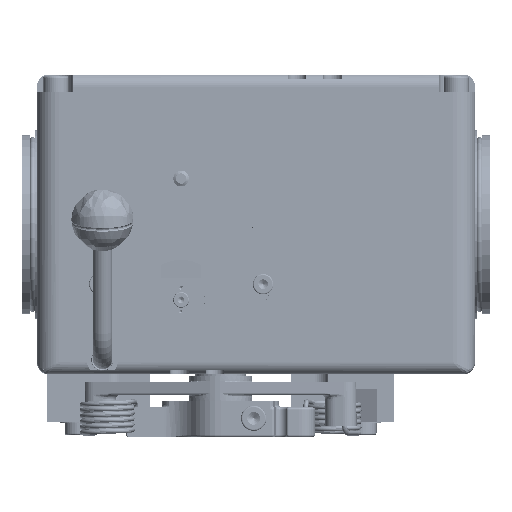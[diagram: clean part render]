
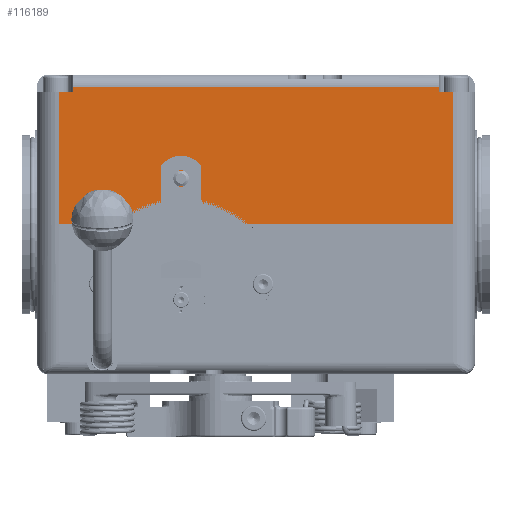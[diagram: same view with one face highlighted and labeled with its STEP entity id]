
A CAD part, top view. The second image highlights one B-rep face of the part: STEP entity #116189.
In plain terms, the highlighted planar face has unit normal (0, 0, 1).
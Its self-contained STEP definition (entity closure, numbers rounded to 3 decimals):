
#7398 = EDGE_CURVE ( 'NONE', #41208, #9347, #169084, .T. ) ;
#8123 = ORIENTED_EDGE ( 'NONE', *, *, #7398, .T. ) ;
#8210 = VECTOR ( 'NONE', #137787, 1000. ) ;
#9347 = VERTEX_POINT ( 'NONE', #122198 ) ;
#9774 = ORIENTED_EDGE ( 'NONE', *, *, #158335, .F. ) ;
#10017 = DIRECTION ( 'NONE',  ( -1., 0., 0. ) ) ;
#10185 = DIRECTION ( 'NONE',  ( 0., 1., 0. ) ) ;
#12097 = VECTOR ( 'NONE', #143499, 1000. ) ;
#13431 = ORIENTED_EDGE ( 'NONE', *, *, #112205, .T. ) ;
#18609 = LINE ( 'NONE', #165548, #93088 ) ;
#19338 = LINE ( 'NONE', #62295, #62751 ) ;
#19380 = VERTEX_POINT ( 'NONE', #138295 ) ;
#20574 = VECTOR ( 'NONE', #10185, 1000. ) ;
#33503 = ORIENTED_EDGE ( 'NONE', *, *, #112618, .T. ) ;
#37378 = CARTESIAN_POINT ( 'NONE',  ( 125., 99., 80. ) ) ;
#38243 = VERTEX_POINT ( 'NONE', #82418 ) ;
#41208 = VERTEX_POINT ( 'NONE', #63232 ) ;
#43681 = DIRECTION ( 'NONE',  ( 0., -1., 0. ) ) ;
#46825 = LINE ( 'NONE', #169956, #12097 ) ;
#48035 = ORIENTED_EDGE ( 'NONE', *, *, #165039, .F. ) ;
#54925 = CARTESIAN_POINT ( 'NONE',  ( 125., 99., 80. ) ) ;
#55267 = CARTESIAN_POINT ( 'NONE',  ( 125., 96., 80. ) ) ;
#56063 = EDGE_LOOP ( 'NONE', ( #66627, #33503, #48035, #9774, #8123, #13431, #100573, #153727 ) ) ;
#59454 = VERTEX_POINT ( 'NONE', #129024 ) ;
#62295 = CARTESIAN_POINT ( 'NONE',  ( 116., 96., 80. ) ) ;
#62751 = VECTOR ( 'NONE', #101009, 1000. ) ;
#63232 = CARTESIAN_POINT ( 'NONE',  ( 116., 186.3, 80. ) ) ;
#65813 = FACE_OUTER_BOUND ( 'NONE', #56063, .T. ) ;
#66627 = ORIENTED_EDGE ( 'NONE', *, *, #145305, .F. ) ;
#70627 = VECTOR ( 'NONE', #10017, 1000. ) ;
#80525 = LINE ( 'NONE', #161603, #138316 ) ;
#80761 = PLANE ( 'NONE',  #150197 ) ;
#82418 = CARTESIAN_POINT ( 'NONE',  ( 125., 183., 80. ) ) ;
#83167 = LINE ( 'NONE', #136921, #8210 ) ;
#93088 = VECTOR ( 'NONE', #114297, 1000. ) ;
#95433 = VERTEX_POINT ( 'NONE', #165356 ) ;
#100573 = ORIENTED_EDGE ( 'NONE', *, *, #119944, .F. ) ;
#101009 = DIRECTION ( 'NONE',  ( 0., -1., 0. ) ) ;
#102030 = CARTESIAN_POINT ( 'NONE',  ( 147., 186.3, 80. ) ) ;
#103171 = LINE ( 'NONE', #37378, #70627 ) ;
#107104 = DIRECTION ( 'NONE',  ( 0., 0., -1. ) ) ;
#108824 = DIRECTION ( 'NONE',  ( 1., 0., 0. ) ) ;
#109300 = VERTEX_POINT ( 'NONE', #54925 ) ;
#112205 = EDGE_CURVE ( 'NONE', #9347, #168536, #80525, .T. ) ;
#112618 = EDGE_CURVE ( 'NONE', #109300, #38243, #46825, .T. ) ;
#113483 = DIRECTION ( 'NONE',  ( -1., 0., 0. ) ) ;
#114297 = DIRECTION ( 'NONE',  ( 1., 0., 0. ) ) ;
#116189 = ADVANCED_FACE ( 'NONE', ( #65813 ), #80761, .F. ) ;
#117392 = CARTESIAN_POINT ( 'NONE',  ( -125., 96., 80. ) ) ;
#118408 = VECTOR ( 'NONE', #113483, 1000. ) ;
#119944 = EDGE_CURVE ( 'NONE', #59454, #168536, #18609, .T. ) ;
#122198 = CARTESIAN_POINT ( 'NONE',  ( -116., 186.3, 80. ) ) ;
#129024 = CARTESIAN_POINT ( 'NONE',  ( -125., 183., 80. ) ) ;
#135779 = CARTESIAN_POINT ( 'NONE',  ( -116., 183., 80. ) ) ;
#136921 = CARTESIAN_POINT ( 'NONE',  ( 125., 183., 80. ) ) ;
#137787 = DIRECTION ( 'NONE',  ( 1., 0., 0. ) ) ;
#138295 = CARTESIAN_POINT ( 'NONE',  ( -125., 99., 80. ) ) ;
#138316 = VECTOR ( 'NONE', #43681, 1000. ) ;
#143499 = DIRECTION ( 'NONE',  ( 0., 1., 0. ) ) ;
#145305 = EDGE_CURVE ( 'NONE', #109300, #19380, #103171, .T. ) ;
#150197 = AXIS2_PLACEMENT_3D ( 'NONE', #55267, #107104, #108824 ) ;
#153727 = ORIENTED_EDGE ( 'NONE', *, *, #157732, .F. ) ;
#157732 = EDGE_CURVE ( 'NONE', #19380, #59454, #159811, .T. ) ;
#158335 = EDGE_CURVE ( 'NONE', #41208, #95433, #19338, .T. ) ;
#159811 = LINE ( 'NONE', #117392, #20574 ) ;
#161603 = CARTESIAN_POINT ( 'NONE',  ( -116., 96., 80. ) ) ;
#165039 = EDGE_CURVE ( 'NONE', #95433, #38243, #83167, .T. ) ;
#165356 = CARTESIAN_POINT ( 'NONE',  ( 116., 183., 80. ) ) ;
#165548 = CARTESIAN_POINT ( 'NONE',  ( 125., 183., 80. ) ) ;
#168536 = VERTEX_POINT ( 'NONE', #135779 ) ;
#169084 = LINE ( 'NONE', #102030, #118408 ) ;
#169956 = CARTESIAN_POINT ( 'NONE',  ( 125., 96., 80. ) ) ;
